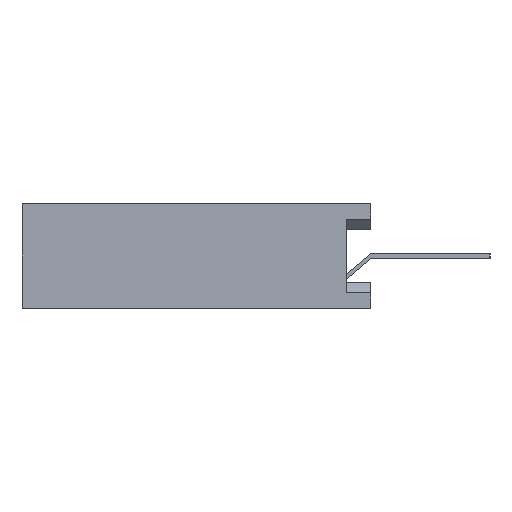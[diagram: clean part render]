
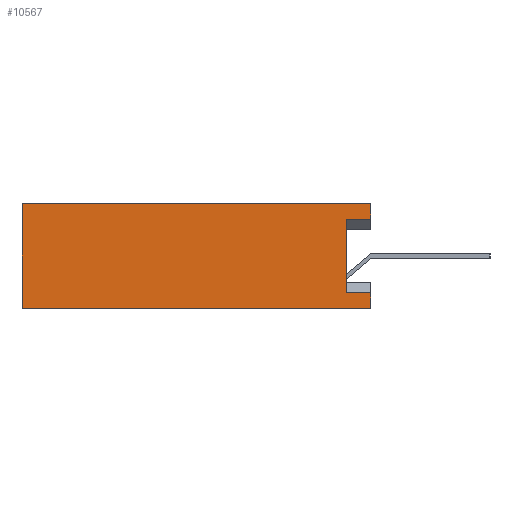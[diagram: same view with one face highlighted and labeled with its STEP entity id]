
A CAD part, left-side view. The second image highlights one B-rep face of the part: STEP entity #10567.
In plain terms, the highlighted planar face has unit normal (-1, 0, 0).
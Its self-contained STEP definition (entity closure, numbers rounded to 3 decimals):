
#17=DIRECTION('',(0.,-1.,0.));
#18=VECTOR('',#17,8.5);
#19=CARTESIAN_POINT('',(-16.51,4.25,-1.27));
#20=LINE('',#19,#18);
#453=DIRECTION('',(0.,0.,1.));
#454=VECTOR('',#453,0.37);
#455=CARTESIAN_POINT('',(-16.51,-4.25,-1.27));
#456=LINE('',#455,#454);
#469=DIRECTION('',(0.,0.,1.));
#470=VECTOR('',#469,0.37);
#471=CARTESIAN_POINT('',(-16.51,-4.25,0.9));
#472=LINE('',#471,#470);
#797=DIRECTION('',(0.,0.,1.));
#798=VECTOR('',#797,2.54);
#799=CARTESIAN_POINT('',(-16.51,4.25,-1.27));
#800=LINE('',#799,#798);
#801=DIRECTION('',(0.,1.,0.));
#802=VECTOR('',#801,0.6);
#803=CARTESIAN_POINT('',(-16.51,-4.25,0.9));
#804=LINE('',#803,#802);
#805=DIRECTION('',(0.,0.,1.));
#806=VECTOR('',#805,1.8);
#807=CARTESIAN_POINT('',(-16.51,-3.65,-0.9));
#808=LINE('',#807,#806);
#809=DIRECTION('',(0.,1.,0.));
#810=VECTOR('',#809,0.6);
#811=CARTESIAN_POINT('',(-16.51,-4.25,-0.9));
#812=LINE('',#811,#810);
#1557=DIRECTION('',(0.,-1.,0.));
#1558=VECTOR('',#1557,8.5);
#1559=CARTESIAN_POINT('',(-16.51,4.25,1.27));
#1560=LINE('',#1559,#1558);
#7221=CARTESIAN_POINT('',(-16.51,4.25,-1.27));
#7222=CARTESIAN_POINT('',(-16.51,-4.25,-1.27));
#7223=VERTEX_POINT('',#7221);
#7224=VERTEX_POINT('',#7222);
#7229=CARTESIAN_POINT('',(-16.51,4.25,1.27));
#7230=CARTESIAN_POINT('',(-16.51,-4.25,1.27));
#7231=VERTEX_POINT('',#7229);
#7232=VERTEX_POINT('',#7230);
#7357=CARTESIAN_POINT('',(-16.51,-4.25,-0.9));
#7358=VERTEX_POINT('',#7357);
#7359=CARTESIAN_POINT('',(-16.51,-4.25,0.9));
#7360=VERTEX_POINT('',#7359);
#7373=CARTESIAN_POINT('',(-16.51,-3.65,-0.9));
#7374=CARTESIAN_POINT('',(-16.51,-3.65,0.9));
#7375=VERTEX_POINT('',#7373);
#7376=VERTEX_POINT('',#7374);
#10547=CARTESIAN_POINT('',(-16.51,4.25,-1.27));
#10548=DIRECTION('',(-1.,0.,0.));
#10549=DIRECTION('',(0.,-1.,0.));
#10550=AXIS2_PLACEMENT_3D('',#10547,#10548,#10549);
#10551=PLANE('',#10550);
#10552=ORIENTED_EDGE('',*,*,#10126,.F.);
#10553=ORIENTED_EDGE('',*,*,#9570,.F.);
#10555=ORIENTED_EDGE('',*,*,#10554,.T.);
#10557=ORIENTED_EDGE('',*,*,#10556,.T.);
#10558=ORIENTED_EDGE('',*,*,#10142,.F.);
#10560=ORIENTED_EDGE('',*,*,#10559,.T.);
#10562=ORIENTED_EDGE('',*,*,#10561,.F.);
#10564=ORIENTED_EDGE('',*,*,#10563,.F.);
#10565=EDGE_LOOP('',(#10552,#10553,#10555,#10557,#10558,#10560,#10562,#10564));
#10566=FACE_OUTER_BOUND('',#10565,.F.);
#10567=ADVANCED_FACE('',(#10566),#10551,.T.);
#9570=EDGE_CURVE('',#7223,#7224,#20,.T.);
#10126=EDGE_CURVE('',#7224,#7358,#456,.T.);
#10142=EDGE_CURVE('',#7360,#7232,#472,.T.);
#10554=EDGE_CURVE('',#7223,#7231,#800,.T.);
#10556=EDGE_CURVE('',#7231,#7232,#1560,.T.);
#10559=EDGE_CURVE('',#7360,#7376,#804,.T.);
#10561=EDGE_CURVE('',#7375,#7376,#808,.T.);
#10563=EDGE_CURVE('',#7358,#7375,#812,.T.);
